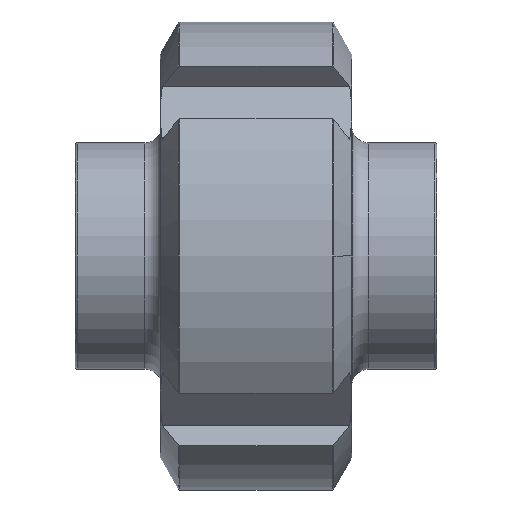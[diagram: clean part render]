
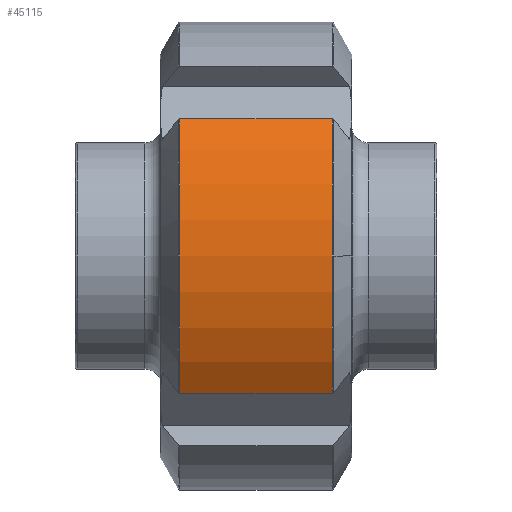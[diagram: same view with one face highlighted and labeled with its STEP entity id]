
A CAD part, front view. The second image highlights one B-rep face of the part: STEP entity #45115.
In plain terms, the highlighted cylindrical face has radius 22 mm (diameter 44 mm), a partial arc.
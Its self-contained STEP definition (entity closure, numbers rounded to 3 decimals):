
#653 = VERTEX_POINT ( 'NONE', #11543 ) ;
#657 = ORIENTED_EDGE ( 'NONE', *, *, #18991, .T. ) ;
#3491 = CARTESIAN_POINT ( 'NONE',  ( 3.152, 0., 0. ) ) ;
#3759 = LINE ( 'NONE', #26225, #33174 ) ;
#3893 = ORIENTED_EDGE ( 'NONE', *, *, #19607, .T. ) ;
#5590 = ORIENTED_EDGE ( 'NONE', *, *, #15449, .T. ) ;
#6351 = CIRCLE ( 'NONE', #43833, 22. ) ;
#6398 = VERTEX_POINT ( 'NONE', #27034 ) ;
#6734 = VECTOR ( 'NONE', #30708, 1000. ) ;
#7877 = DIRECTION ( 'NONE',  ( 1., 0., 0. ) ) ;
#9155 = CARTESIAN_POINT ( 'NONE',  ( -11.152, 0., 0. ) ) ;
#11543 = CARTESIAN_POINT ( 'NONE',  ( 3.152, -17.833, -12.883 ) ) ;
#11911 = DIRECTION ( 'NONE',  ( 0., -1., 0. ) ) ;
#12636 = VERTEX_POINT ( 'NONE', #22600 ) ;
#12933 = CIRCLE ( 'NONE', #24879, 22. ) ;
#13041 = AXIS2_PLACEMENT_3D ( 'NONE', #17541, #49474, #46490 ) ;
#15449 = EDGE_CURVE ( 'NONE', #653, #16903, #6351, .T. ) ;
#16443 = CARTESIAN_POINT ( 'NONE',  ( 3.152, 0., 0. ) ) ;
#16537 = DIRECTION ( 'NONE',  ( 1., 0., 0. ) ) ;
#16652 = VERTEX_POINT ( 'NONE', #46639 ) ;
#16903 = VERTEX_POINT ( 'NONE', #20614 ) ;
#17541 = CARTESIAN_POINT ( 'NONE',  ( 5., 0., 0. ) ) ;
#17796 = EDGE_LOOP ( 'NONE', ( #32502, #5590, #3893, #657, #22897, #29273 ) ) ;
#18991 = EDGE_CURVE ( 'NONE', #16652, #6398, #3759, .T. ) ;
#19607 = EDGE_CURVE ( 'NONE', #16903, #16652, #42492, .T. ) ;
#20113 = DIRECTION ( 'NONE',  ( -1., 0., 0. ) ) ;
#20284 = DIRECTION ( 'NONE',  ( 0., -1., 0. ) ) ;
#20614 = CARTESIAN_POINT ( 'NONE',  ( 3.152, -22., 0. ) ) ;
#22600 = CARTESIAN_POINT ( 'NONE',  ( -11.152, -17.833, -12.883 ) ) ;
#22897 = ORIENTED_EDGE ( 'NONE', *, *, #40262, .T. ) ;
#22967 = DIRECTION ( 'NONE',  ( -1., 0., 0. ) ) ;
#24020 = CIRCLE ( 'NONE', #38321, 22. ) ;
#24879 = AXIS2_PLACEMENT_3D ( 'NONE', #9155, #16537, #33079 ) ;
#25034 = CYLINDRICAL_SURFACE ( 'NONE', #13041, 22. ) ;
#26225 = CARTESIAN_POINT ( 'NONE',  ( 5., -17.833, 12.883 ) ) ;
#27034 = CARTESIAN_POINT ( 'NONE',  ( -11.152, -17.833, 12.883 ) ) ;
#27401 = EDGE_CURVE ( 'NONE', #12636, #653, #46766, .T. ) ;
#27808 = CARTESIAN_POINT ( 'NONE',  ( -11.152, 0., 0. ) ) ;
#29273 = ORIENTED_EDGE ( 'NONE', *, *, #41487, .T. ) ;
#30708 = DIRECTION ( 'NONE',  ( 1., 0., 0. ) ) ;
#32502 = ORIENTED_EDGE ( 'NONE', *, *, #27401, .T. ) ;
#33079 = DIRECTION ( 'NONE',  ( 0., -1., 0. ) ) ;
#33174 = VECTOR ( 'NONE', #34747, 1000. ) ;
#33530 = VERTEX_POINT ( 'NONE', #39756 ) ;
#34747 = DIRECTION ( 'NONE',  ( -1., 0., 0. ) ) ;
#36986 = CARTESIAN_POINT ( 'NONE',  ( 5., -17.833, -12.883 ) ) ;
#38321 = AXIS2_PLACEMENT_3D ( 'NONE', #27808, #7877, #11911 ) ;
#39756 = CARTESIAN_POINT ( 'NONE',  ( -11.152, -22., 0. ) ) ;
#40262 = EDGE_CURVE ( 'NONE', #6398, #33530, #12933, .T. ) ;
#41487 = EDGE_CURVE ( 'NONE', #33530, #12636, #24020, .T. ) ;
#42492 = CIRCLE ( 'NONE', #51398, 22. ) ;
#43833 = AXIS2_PLACEMENT_3D ( 'NONE', #16443, #20113, #20284 ) ;
#45115 = ADVANCED_FACE ( 'NONE', ( #49412 ), #25034, .T. ) ;
#46490 = DIRECTION ( 'NONE',  ( 0., 1., 0. ) ) ;
#46639 = CARTESIAN_POINT ( 'NONE',  ( 3.152, -17.833, 12.883 ) ) ;
#46766 = LINE ( 'NONE', #36986, #6734 ) ;
#49412 = FACE_OUTER_BOUND ( 'NONE', #17796, .T. ) ;
#49474 = DIRECTION ( 'NONE',  ( 1., 0., 0. ) ) ;
#50870 = DIRECTION ( 'NONE',  ( 0., -1., 0. ) ) ;
#51398 = AXIS2_PLACEMENT_3D ( 'NONE', #3491, #22967, #50870 ) ;
